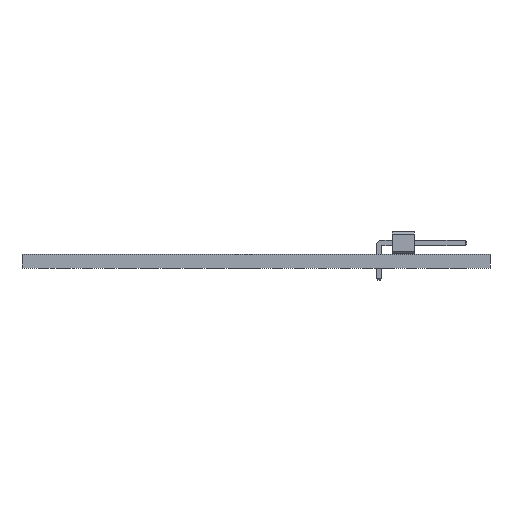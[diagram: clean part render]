
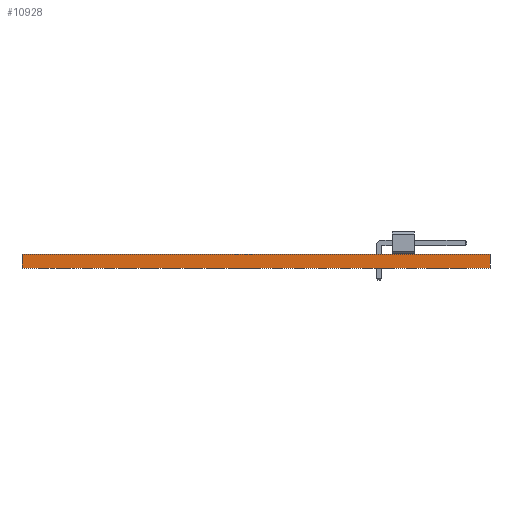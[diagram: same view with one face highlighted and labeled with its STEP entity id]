
A CAD part, front view. The second image highlights one B-rep face of the part: STEP entity #10928.
In plain terms, the highlighted planar face has unit normal (0, -1, 0).
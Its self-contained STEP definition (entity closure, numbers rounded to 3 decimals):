
#10928 = ADVANCED_FACE('',(#10929),#10943,.T.);
#10929 = FACE_BOUND('',#10930,.T.);
#10930 = EDGE_LOOP('',(#10931,#10966,#10994,#11022));
#10931 = ORIENTED_EDGE('',*,*,#10932,.T.);
#10932 = EDGE_CURVE('',#10933,#10935,#10937,.T.);
#10933 = VERTEX_POINT('',#10934);
#10934 = CARTESIAN_POINT('',(178.943,-104.902,0.));
#10935 = VERTEX_POINT('',#10936);
#10936 = CARTESIAN_POINT('',(178.943,-104.902,1.58));
#10937 = SURFACE_CURVE('',#10938,(#10942,#10954),.PCURVE_S1.);
#10938 = LINE('',#10939,#10940);
#10939 = CARTESIAN_POINT('',(178.943,-104.902,0.));
#10940 = VECTOR('',#10941,1.);
#10941 = DIRECTION('',(0.,0.,1.));
#10942 = PCURVE('',#10943,#10948);
#10943 = PLANE('',#10944);
#10944 = AXIS2_PLACEMENT_3D('',#10945,#10946,#10947);
#10945 = CARTESIAN_POINT('',(178.943,-104.902,0.));
#10946 = DIRECTION('',(0.,-1.,0.));
#10947 = DIRECTION('',(-1.,0.,0.));
#10948 = DEFINITIONAL_REPRESENTATION('',(#10949),#10953);
#10949 = LINE('',#10950,#10951);
#10950 = CARTESIAN_POINT('',(0.,-0.));
#10951 = VECTOR('',#10952,1.);
#10952 = DIRECTION('',(0.,-1.));
#10953 = ( GEOMETRIC_REPRESENTATION_CONTEXT(2) 
PARAMETRIC_REPRESENTATION_CONTEXT() REPRESENTATION_CONTEXT('2D SPACE',''
  ) );
#10954 = PCURVE('',#10955,#10960);
#10955 = PLANE('',#10956);
#10956 = AXIS2_PLACEMENT_3D('',#10957,#10958,#10959);
#10957 = CARTESIAN_POINT('',(178.943,-48.006,0.));
#10958 = DIRECTION('',(1.,0.,-0.));
#10959 = DIRECTION('',(0.,-1.,0.));
#10960 = DEFINITIONAL_REPRESENTATION('',(#10961),#10965);
#10961 = LINE('',#10962,#10963);
#10962 = CARTESIAN_POINT('',(56.896,0.));
#10963 = VECTOR('',#10964,1.);
#10964 = DIRECTION('',(0.,-1.));
#10965 = ( GEOMETRIC_REPRESENTATION_CONTEXT(2) 
PARAMETRIC_REPRESENTATION_CONTEXT() REPRESENTATION_CONTEXT('2D SPACE',''
  ) );
#10966 = ORIENTED_EDGE('',*,*,#10967,.T.);
#10967 = EDGE_CURVE('',#10935,#10968,#10970,.T.);
#10968 = VERTEX_POINT('',#10969);
#10969 = CARTESIAN_POINT('',(125.349,-104.902,1.58));
#10970 = SURFACE_CURVE('',#10971,(#10975,#10982),.PCURVE_S1.);
#10971 = LINE('',#10972,#10973);
#10972 = CARTESIAN_POINT('',(178.943,-104.902,1.58));
#10973 = VECTOR('',#10974,1.);
#10974 = DIRECTION('',(-1.,0.,0.));
#10975 = PCURVE('',#10943,#10976);
#10976 = DEFINITIONAL_REPRESENTATION('',(#10977),#10981);
#10977 = LINE('',#10978,#10979);
#10978 = CARTESIAN_POINT('',(0.,-1.58));
#10979 = VECTOR('',#10980,1.);
#10980 = DIRECTION('',(1.,0.));
#10981 = ( GEOMETRIC_REPRESENTATION_CONTEXT(2) 
PARAMETRIC_REPRESENTATION_CONTEXT() REPRESENTATION_CONTEXT('2D SPACE',''
  ) );
#10982 = PCURVE('',#10983,#10988);
#10983 = PLANE('',#10984);
#10984 = AXIS2_PLACEMENT_3D('',#10985,#10986,#10987);
#10985 = CARTESIAN_POINT('',(152.146,-76.454,1.58));
#10986 = DIRECTION('',(-0.,-0.,-1.));
#10987 = DIRECTION('',(-1.,0.,0.));
#10988 = DEFINITIONAL_REPRESENTATION('',(#10989),#10993);
#10989 = LINE('',#10990,#10991);
#10990 = CARTESIAN_POINT('',(-26.797,-28.448));
#10991 = VECTOR('',#10992,1.);
#10992 = DIRECTION('',(1.,0.));
#10993 = ( GEOMETRIC_REPRESENTATION_CONTEXT(2) 
PARAMETRIC_REPRESENTATION_CONTEXT() REPRESENTATION_CONTEXT('2D SPACE',''
  ) );
#10994 = ORIENTED_EDGE('',*,*,#10995,.F.);
#10995 = EDGE_CURVE('',#10996,#10968,#10998,.T.);
#10996 = VERTEX_POINT('',#10997);
#10997 = CARTESIAN_POINT('',(125.349,-104.902,0.));
#10998 = SURFACE_CURVE('',#10999,(#11003,#11010),.PCURVE_S1.);
#10999 = LINE('',#11000,#11001);
#11000 = CARTESIAN_POINT('',(125.349,-104.902,0.));
#11001 = VECTOR('',#11002,1.);
#11002 = DIRECTION('',(0.,0.,1.));
#11003 = PCURVE('',#10943,#11004);
#11004 = DEFINITIONAL_REPRESENTATION('',(#11005),#11009);
#11005 = LINE('',#11006,#11007);
#11006 = CARTESIAN_POINT('',(53.594,0.));
#11007 = VECTOR('',#11008,1.);
#11008 = DIRECTION('',(0.,-1.));
#11009 = ( GEOMETRIC_REPRESENTATION_CONTEXT(2) 
PARAMETRIC_REPRESENTATION_CONTEXT() REPRESENTATION_CONTEXT('2D SPACE',''
  ) );
#11010 = PCURVE('',#11011,#11016);
#11011 = PLANE('',#11012);
#11012 = AXIS2_PLACEMENT_3D('',#11013,#11014,#11015);
#11013 = CARTESIAN_POINT('',(125.349,-104.902,0.));
#11014 = DIRECTION('',(-1.,0.,0.));
#11015 = DIRECTION('',(0.,1.,0.));
#11016 = DEFINITIONAL_REPRESENTATION('',(#11017),#11021);
#11017 = LINE('',#11018,#11019);
#11018 = CARTESIAN_POINT('',(0.,0.));
#11019 = VECTOR('',#11020,1.);
#11020 = DIRECTION('',(0.,-1.));
#11021 = ( GEOMETRIC_REPRESENTATION_CONTEXT(2) 
PARAMETRIC_REPRESENTATION_CONTEXT() REPRESENTATION_CONTEXT('2D SPACE',''
  ) );
#11022 = ORIENTED_EDGE('',*,*,#11023,.F.);
#11023 = EDGE_CURVE('',#10933,#10996,#11024,.T.);
#11024 = SURFACE_CURVE('',#11025,(#11029,#11036),.PCURVE_S1.);
#11025 = LINE('',#11026,#11027);
#11026 = CARTESIAN_POINT('',(178.943,-104.902,0.));
#11027 = VECTOR('',#11028,1.);
#11028 = DIRECTION('',(-1.,0.,0.));
#11029 = PCURVE('',#10943,#11030);
#11030 = DEFINITIONAL_REPRESENTATION('',(#11031),#11035);
#11031 = LINE('',#11032,#11033);
#11032 = CARTESIAN_POINT('',(0.,-0.));
#11033 = VECTOR('',#11034,1.);
#11034 = DIRECTION('',(1.,0.));
#11035 = ( GEOMETRIC_REPRESENTATION_CONTEXT(2) 
PARAMETRIC_REPRESENTATION_CONTEXT() REPRESENTATION_CONTEXT('2D SPACE',''
  ) );
#11036 = PCURVE('',#11037,#11042);
#11037 = PLANE('',#11038);
#11038 = AXIS2_PLACEMENT_3D('',#11039,#11040,#11041);
#11039 = CARTESIAN_POINT('',(152.146,-76.454,0.));
#11040 = DIRECTION('',(-0.,-0.,-1.));
#11041 = DIRECTION('',(-1.,0.,0.));
#11042 = DEFINITIONAL_REPRESENTATION('',(#11043),#11047);
#11043 = LINE('',#11044,#11045);
#11044 = CARTESIAN_POINT('',(-26.797,-28.448));
#11045 = VECTOR('',#11046,1.);
#11046 = DIRECTION('',(1.,0.));
#11047 = ( GEOMETRIC_REPRESENTATION_CONTEXT(2) 
PARAMETRIC_REPRESENTATION_CONTEXT() REPRESENTATION_CONTEXT('2D SPACE',''
  ) );
